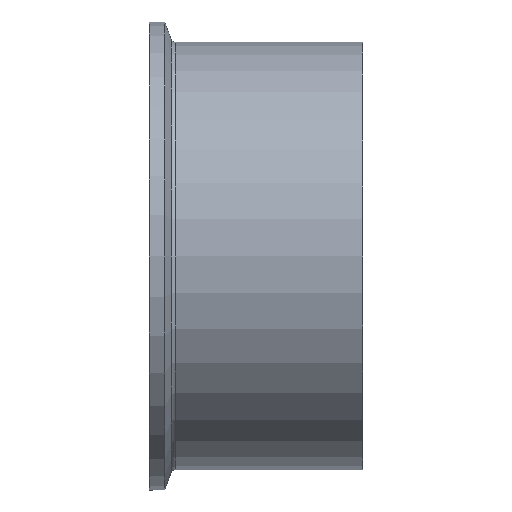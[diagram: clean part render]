
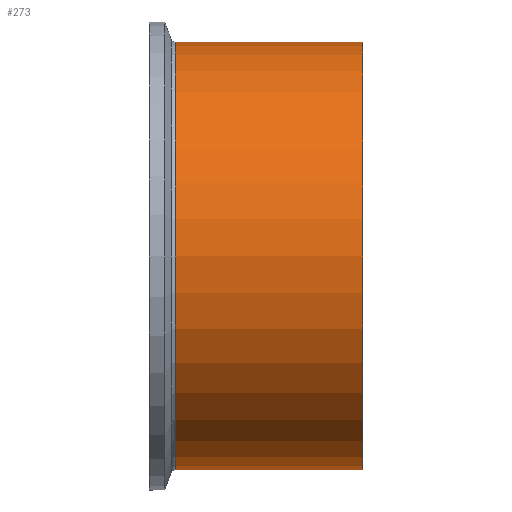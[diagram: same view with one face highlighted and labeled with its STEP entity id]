
A CAD part, left-side view. The second image highlights one B-rep face of the part: STEP entity #273.
In plain terms, the highlighted cylindrical face has radius 76.2 mm (diameter 152.4 mm), a partial arc.
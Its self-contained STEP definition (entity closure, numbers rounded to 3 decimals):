
#25 = DIRECTION ( 'NONE',  ( 0., -1., 0. ) ) ;
#26 = VECTOR ( 'NONE', #181, 1000. ) ;
#67 = DIRECTION ( 'NONE',  ( 0., 0., -1. ) ) ;
#87 = CARTESIAN_POINT ( 'NONE',  ( 53.117, -8.091, 0. ) ) ;
#95 = ORIENTED_EDGE ( 'NONE', *, *, #327, .F. ) ;
#122 = DIRECTION ( 'NONE',  ( 0., -1., 0. ) ) ;
#179 = LINE ( 'NONE', #280, #26 ) ;
#181 = DIRECTION ( 'NONE',  ( 0., -1., 0. ) ) ;
#186 = CARTESIAN_POINT ( 'NONE',  ( 53.117, 1.255, 0. ) ) ;
#193 = VERTEX_POINT ( 'NONE', #329 ) ;
#209 = EDGE_LOOP ( 'NONE', ( #95, #428, #653, #602 ) ) ;
#219 = AXIS2_PLACEMENT_3D ( 'NONE', #186, #242, #496 ) ;
#233 = EDGE_CURVE ( 'NONE', #193, #400, #179, .T. ) ;
#242 = DIRECTION ( 'NONE',  ( 0., -1., 0. ) ) ;
#258 = CYLINDRICAL_SURFACE ( 'NONE', #219, 76.2 ) ;
#273 = ADVANCED_FACE ( 'NONE', ( #550 ), #258, .T. ) ;
#280 = CARTESIAN_POINT ( 'NONE',  ( 53.117, 1.255, -76.2 ) ) ;
#292 = CARTESIAN_POINT ( 'NONE',  ( 53.117, -74.945, 76.2 ) ) ;
#327 = EDGE_CURVE ( 'NONE', #494, #416, #628, .T. ) ;
#329 = CARTESIAN_POINT ( 'NONE',  ( 53.117, -8.091, -76.2 ) ) ;
#388 = CARTESIAN_POINT ( 'NONE',  ( 53.117, -74.945, 0. ) ) ;
#400 = VERTEX_POINT ( 'NONE', #568 ) ;
#416 = VERTEX_POINT ( 'NONE', #292 ) ;
#428 = ORIENTED_EDGE ( 'NONE', *, *, #544, .T. ) ;
#457 = CARTESIAN_POINT ( 'NONE',  ( 53.117, -8.091, 76.2 ) ) ;
#461 = AXIS2_PLACEMENT_3D ( 'NONE', #388, #122, #67 ) ;
#477 = AXIS2_PLACEMENT_3D ( 'NONE', #87, #685, #573 ) ;
#494 = VERTEX_POINT ( 'NONE', #457 ) ;
#496 = DIRECTION ( 'NONE',  ( 0., 0., -1. ) ) ;
#510 = CARTESIAN_POINT ( 'NONE',  ( 53.117, 1.255, 76.2 ) ) ;
#544 = EDGE_CURVE ( 'NONE', #494, #193, #689, .T. ) ;
#550 = FACE_OUTER_BOUND ( 'NONE', #209, .T. ) ;
#568 = CARTESIAN_POINT ( 'NONE',  ( 53.117, -74.945, -76.2 ) ) ;
#573 = DIRECTION ( 'NONE',  ( 0., 0., -1. ) ) ;
#602 = ORIENTED_EDGE ( 'NONE', *, *, #694, .F. ) ;
#628 = LINE ( 'NONE', #510, #676 ) ;
#653 = ORIENTED_EDGE ( 'NONE', *, *, #233, .T. ) ;
#664 = CIRCLE ( 'NONE', #461, 76.2 ) ;
#676 = VECTOR ( 'NONE', #25, 1000. ) ;
#685 = DIRECTION ( 'NONE',  ( 0., -1., 0. ) ) ;
#689 = CIRCLE ( 'NONE', #477, 76.2 ) ;
#694 = EDGE_CURVE ( 'NONE', #416, #400, #664, .T. ) ;
